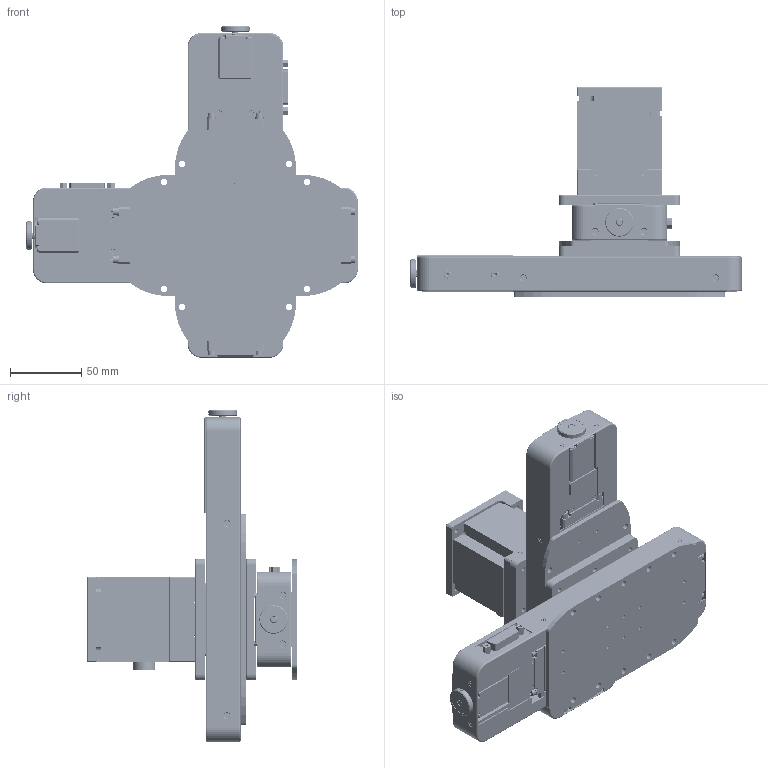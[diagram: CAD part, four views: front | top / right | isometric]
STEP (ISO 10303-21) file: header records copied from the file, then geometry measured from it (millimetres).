
FILE_DESCRIPTION (( 'STEP AP214' ), '1' );
FILE_NAME ('XYZ, xy 85 mm z 10 mm.STEP', '2023-11-08T14:35:14', ( '' ), ( '' ), 'SwSTEP 2.0', 'SolidWorks 2022', '' );
FILE_SCHEMA (( 'AUTOMOTIVE_DESIGN' ));
Length unit declared in the file: millimetre
Products named in the file (9): OSZF6010-M02-13001-S25^OSMS60-10ZF(2)_OSMS60-10ZF; OSMS60-10ZF(2)^OSMS60-10ZF; OSMS60-10ZF; OSMS20-85(X)(2)^OSMS20-85 (X); OSMS2085-M02-13001-S08^OSMS20-85(X)(2)_OSMS20-85 (X); XYZ, xy 85 mm z 10 mm; OSMS20-85 (X); OSMS2085-M02-13001-S03^OSMS20-85(X)(2)_OSMS20-85 (X); OSZF6010-M02-13001-S24^OSMS60-10ZF(2)_OSMS60-10ZF
Assembly tree (9 placements, depth 4):
  XYZ, xy 85 mm z 10 mm
    OSMS20-85 (X)  x2
      OSMS20-85(X)(2)^OSMS20-85 (X)
        OSMS2085-M02-13001-S08^OSMS20-85(X)(2)_OSMS20-85 (X)
        OSMS2085-M02-13001-S03^OSMS20-85(X)(2)_OSMS20-85 (X)
    OSMS60-10ZF
      OSMS60-10ZF(2)^OSMS60-10ZF
        OSZF6010-M02-13001-S25^OSMS60-10ZF(2)_OSMS60-10ZF
        OSZF6010-M02-13001-S24^OSMS60-10ZF(2)_OSMS60-10ZF
Bounding box: 232.6 x 146.9 x 232.6 mm (x, y, z)
Volume: 479330.5 mm3; surface area: 419880.4 mm2
Topology: 36 solids, 215 shells, 8142 faces, 20467 edges, 12940 vertices
Faces by surface type: plane 4001, cylinder 1743, bspline 1476, cone 850, torus 70, sphere 2
Entity records: 204299 total; most frequent: CARTESIAN_POINT 88418, ORIENTED_EDGE 26532, DIRECTION 16286, EDGE_CURVE 13272, VERTEX_POINT 8505, B_SPLINE_CURVE_WITH_KNOTS 6775, AXIS2_PLACEMENT_3D 6286, EDGE_LOOP 6106
